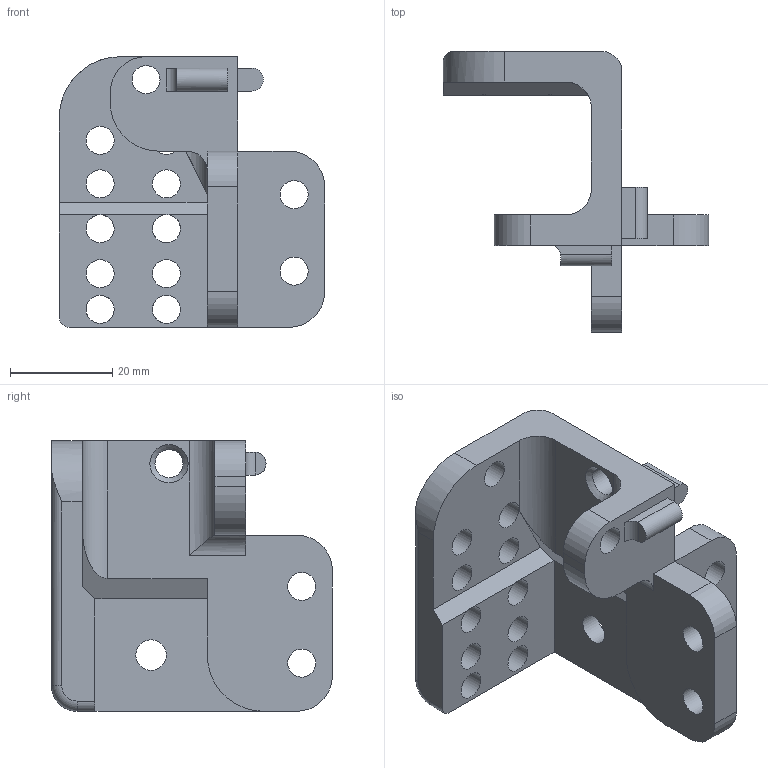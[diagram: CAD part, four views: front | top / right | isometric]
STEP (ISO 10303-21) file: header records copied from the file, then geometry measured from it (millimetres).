
FILE_DESCRIPTION(/* description */ (''),/* implementation_level */ '2;1');
FILE_NAME(/* name */ 'ATC_corner_x_axis_right.step',/* time_stamp */ '2021-03-21T01:54:18+01:00',/* author */ (''),/* organization */ (''),/* preprocessor_version */ 'ST-DEVELOPER v18.1',/* originating_system */ 'Autodesk Translation Framework v9.10.0.1330',/* authorisation */ '');
FILE_SCHEMA (('AUTOMOTIVE_DESIGN { 1 0 10303 214 3 1 1 }'));
Length unit declared in the file: millimetre
Products named in the file (1): ATC_corner_x_axis_spiegel
Bounding box: 52 x 55 x 53 mm (x, y, z)
Volume: 27439.4 mm3; surface area: 12916.6 mm2
Topology: 1 solids, 1 shells, 86 faces, 242 edges, 152 vertices
Faces by surface type: cylinder 38, plane 32, cone 13, torus 2, bspline 1
Full cylindrical faces by diameter (mm): 5.5 x17, 6 x1
Entity records: 2964 total; most frequent: CARTESIAN_POINT 582, DIRECTION 507, ORIENTED_EDGE 484, EDGE_CURVE 242, AXIS2_PLACEMENT_3D 188, VERTEX_POINT 152, LINE 131, VECTOR 131
